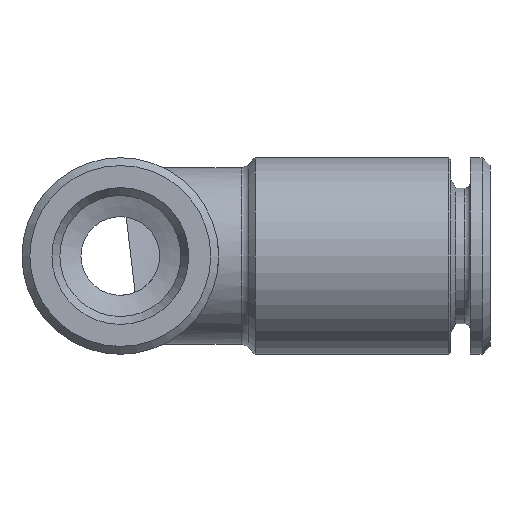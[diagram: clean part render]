
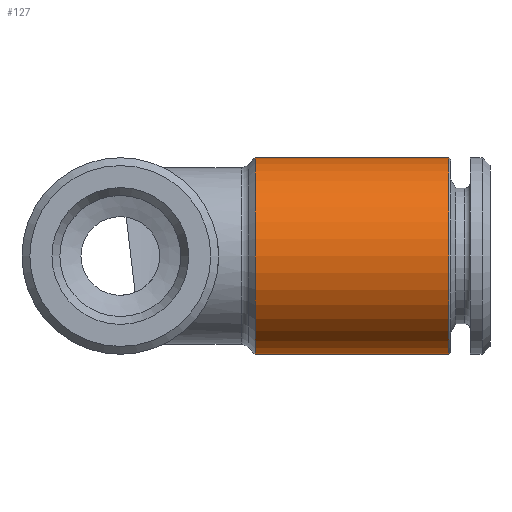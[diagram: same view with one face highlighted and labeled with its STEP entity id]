
A CAD part, left-side view. The second image highlights one B-rep face of the part: STEP entity #127.
In plain terms, the highlighted cylindrical face has radius 5 mm (diameter 10 mm), a full revolution.
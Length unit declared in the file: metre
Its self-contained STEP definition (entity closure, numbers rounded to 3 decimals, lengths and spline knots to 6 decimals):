
#127 = ADVANCED_FACE( 'NONE', ( #299, #300 ), #301, .T. );
#299 = FACE_OUTER_BOUND( '', #594, .T. );
#300 = FACE_OUTER_BOUND( '', #595, .T. );
#301 = CYLINDRICAL_SURFACE( '', #596, 0.005 );
#594 = EDGE_LOOP( '', ( #936 ) );
#595 = EDGE_LOOP( '', ( #937 ) );
#596 = AXIS2_PLACEMENT_3D( '', #938, #939, #940 );
#936 = ORIENTED_EDGE( '', *, *, #1160, .T. );
#937 = ORIENTED_EDGE( '', *, *, #1118, .T. );
#938 = CARTESIAN_POINT( '', ( 0., 0., 0. ) );
#939 = DIRECTION( '', ( 0., -1., 0. ) );
#940 = DIRECTION( '', ( 0., 0., 1. ) );
#1118 = EDGE_CURVE( 'NONE', #1245, #1245, #1246, .T. );
#1160 = EDGE_CURVE( 'NONE', #1312, #1312, #1313, .T. );
#1245 = VERTEX_POINT( '', #1489 );
#1246 = CIRCLE( '', #1490, 0.005 );
#1312 = VERTEX_POINT( '', #1581 );
#1313 = CIRCLE( '', #1582, 0.005 );
#1489 = CARTESIAN_POINT( '', ( 0., -0.0167, 0.005 ) );
#1490 = AXIS2_PLACEMENT_3D( '', #1707, #1708, #1709 );
#1581 = CARTESIAN_POINT( '', ( 0.005, -0.006854, 0. ) );
#1582 = AXIS2_PLACEMENT_3D( '', #1782, #1783, #1784 );
#1707 = CARTESIAN_POINT( '', ( 0., -0.0167, 0. ) );
#1708 = DIRECTION( '', ( 0., 1., 0. ) );
#1709 = DIRECTION( '', ( 0., 0., 1. ) );
#1782 = CARTESIAN_POINT( '', ( 0., -0.006854, 0. ) );
#1783 = DIRECTION( '', ( 0., -1., 0. ) );
#1784 = DIRECTION( '', ( 1., 0., 0. ) );
